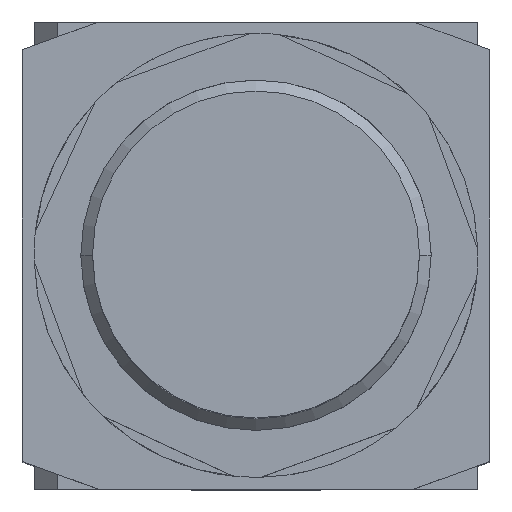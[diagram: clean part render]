
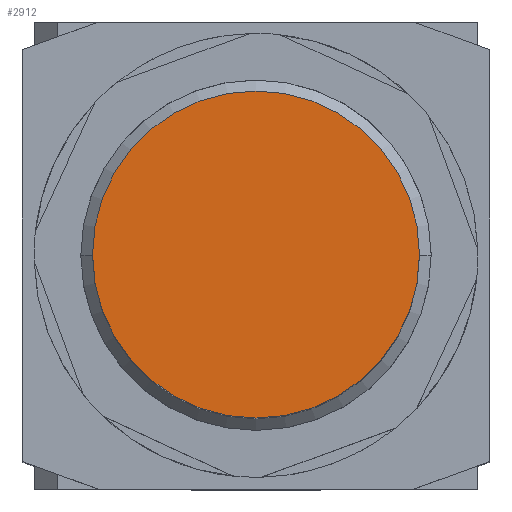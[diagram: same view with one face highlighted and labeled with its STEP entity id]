
A CAD part, top view. The second image highlights one B-rep face of the part: STEP entity #2912.
In plain terms, the highlighted planar face has unit normal (0, 0, 1).
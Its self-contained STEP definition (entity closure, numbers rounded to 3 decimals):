
#1732=CARTESIAN_POINT('',(14.,0.0,85.0));
#1733=VERTEX_POINT('',#1732);
#1749=CARTESIAN_POINT('',(-14.,0.,85.0));
#1750=VERTEX_POINT('',#1749);
#1757=CARTESIAN_POINT('',(0.0,0.0,85.0));
#1758=DIRECTION('',(0.0,0.0,1.0));
#1759=DIRECTION('',(1.0,0.0,0.0));
#1760=AXIS2_PLACEMENT_3D('',#1757,#1758,#1759);
#1761=CIRCLE('',#1760,14.);
#1762=EDGE_CURVE('',#1733,#1750,#1761,.T.);
#2897=CARTESIAN_POINT('',(7.,0.0,85.0));
#2898=DIRECTION('',(0.0,0.0,1.0));
#2899=DIRECTION('',(1.0,0.0,0.0));
#2900=AXIS2_PLACEMENT_3D('',#2897,#2898,#2899);
#2901=PLANE('',#2900);
#2902=ORIENTED_EDGE('',*,*,#1762,.T.);
#2903=CARTESIAN_POINT('',(0.0,0.0,85.0));
#2904=DIRECTION('',(0.0,0.0,1.0));
#2905=DIRECTION('',(1.0,0.0,0.0));
#2906=AXIS2_PLACEMENT_3D('',#2903,#2904,#2905);
#2907=CIRCLE('',#2906,14.);
#2908=EDGE_CURVE('',#1750,#1733,#2907,.T.);
#2909=ORIENTED_EDGE('',*,*,#2908,.T.);
#2910=EDGE_LOOP('',(#2902,#2909));
#2911=FACE_OUTER_BOUND('',#2910,.T.);
#2912=ADVANCED_FACE('',(#2911),#2901,.T.);
